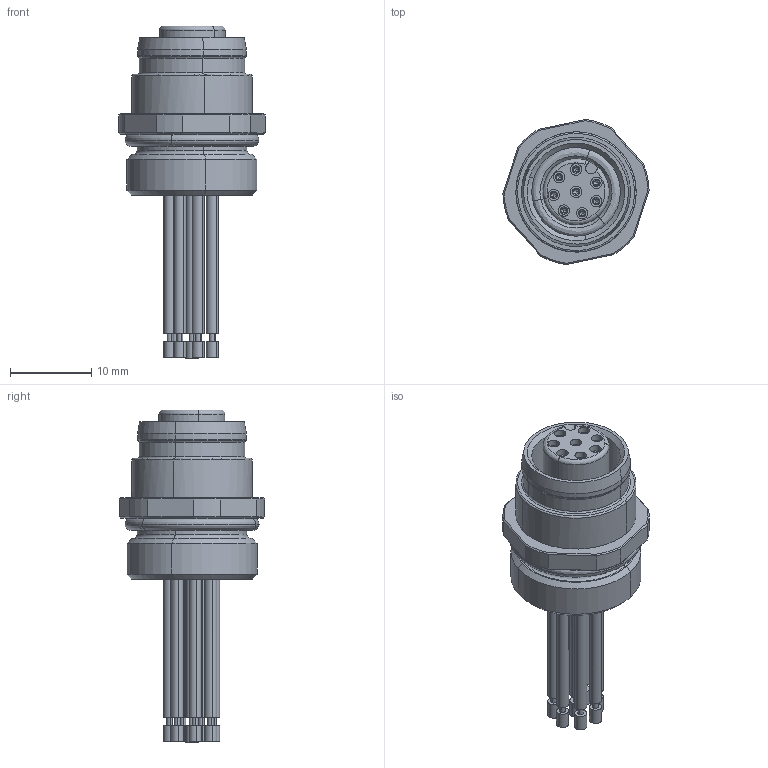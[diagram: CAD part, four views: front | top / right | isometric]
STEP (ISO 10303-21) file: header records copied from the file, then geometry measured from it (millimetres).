
FILE_DESCRIPTION(('CATIA V5 STEP Exchange','CAx-IF Rec.Pracs.--- Model Styling and Organization---1.4--- 2014-01-23'),'2;1');
FILE_NAME ('109139-3_0', '2023-06-13T07:37:18+00:00', ('none'), ('Weidmueller'), 'CATIA Version 5-6 Release 2016 SP3 HF44', 'CATIA V5 STEP AP214', 'none');
FILE_SCHEMA(('AUTOMOTIVE_DESIGN { 1 0 10303 214 1 1 1 1 }'));
Products named in the file (1): 1861140000
Bounding box: 18 x 17.86 x 40.85 mm (x, y, z)
Volume: 2639.9 mm3; surface area: 5259.6 mm2
Topology: 22 solids, 22 shells, 1122 faces, 2811 edges, 1753 vertices
Faces by surface type: bspline 874, plane 248
Entity records: 36714 total; most frequent: CARTESIAN_POINT 20704, ORIENTED_EDGE 5466, EDGE_CURVE 2733, VERTEX_POINT 1738, EDGE_LOOP 1217, ADVANCED_FACE 1107, FACE_OUTER_BOUND 1107, B_SPLINE_CURVE_WITH_KNOTS 972
